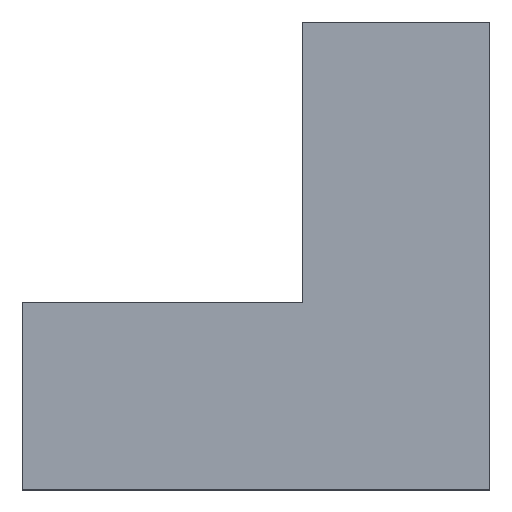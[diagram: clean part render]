
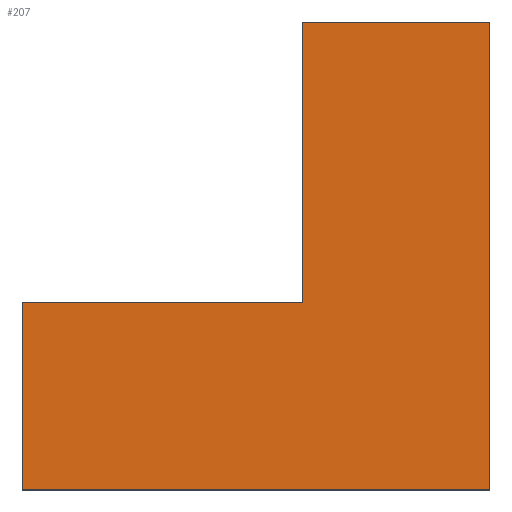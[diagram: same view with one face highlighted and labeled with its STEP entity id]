
A CAD part, top view. The second image highlights one B-rep face of the part: STEP entity #207.
In plain terms, the highlighted planar face has unit normal (0, 0, 1).
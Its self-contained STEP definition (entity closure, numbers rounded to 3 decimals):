
#25=PLANE('',#237);
#38=FACE_OUTER_BOUND('',#53,.T.);
#53=EDGE_LOOP('',(#185,#186,#187,#188,#189,#190));
#59=LINE('',#312,#80);
#64=LINE('',#325,#85);
#66=LINE('',#330,#87);
#69=LINE('',#336,#90);
#72=LINE('',#342,#93);
#75=LINE('',#346,#96);
#80=VECTOR('',#257,10.);
#85=VECTOR('',#270,10.);
#87=VECTOR('',#274,10.);
#90=VECTOR('',#279,10.);
#93=VECTOR('',#284,10.);
#96=VECTOR('',#289,10.);
#107=VERTEX_POINT('',#309);
#108=VERTEX_POINT('',#311);
#112=VERTEX_POINT('',#323);
#114=VERTEX_POINT('',#329);
#116=VERTEX_POINT('',#335);
#118=VERTEX_POINT('',#341);
#126=EDGE_CURVE('',#108,#107,#59,.T.);
#133=EDGE_CURVE('',#107,#112,#64,.T.);
#135=EDGE_CURVE('',#114,#108,#66,.T.);
#138=EDGE_CURVE('',#116,#114,#69,.T.);
#141=EDGE_CURVE('',#118,#116,#72,.T.);
#144=EDGE_CURVE('',#112,#118,#75,.T.);
#185=ORIENTED_EDGE('',*,*,#144,.T.);
#186=ORIENTED_EDGE('',*,*,#141,.T.);
#187=ORIENTED_EDGE('',*,*,#138,.T.);
#188=ORIENTED_EDGE('',*,*,#135,.T.);
#189=ORIENTED_EDGE('',*,*,#126,.T.);
#190=ORIENTED_EDGE('',*,*,#133,.T.);
#207=ADVANCED_FACE('',(#38),#25,.T.);
#237=AXIS2_PLACEMENT_3D('',#347,#290,#291);
#257=DIRECTION('',(0.,-1.,0.));
#270=DIRECTION('',(-1.,0.,0.));
#274=DIRECTION('',(-1.,0.,0.));
#279=DIRECTION('',(0.,1.,0.));
#284=DIRECTION('',(1.,0.,0.));
#289=DIRECTION('',(0.,-1.,0.));
#290=DIRECTION('center_axis',(0.,0.,1.));
#291=DIRECTION('ref_axis',(1.,0.,0.));
#309=CARTESIAN_POINT('',(12.,8.,10.));
#311=CARTESIAN_POINT('',(12.,20.,10.));
#312=CARTESIAN_POINT('',(12.,20.,10.));
#323=CARTESIAN_POINT('',(0.,8.,10.));
#325=CARTESIAN_POINT('',(12.,8.,10.));
#329=CARTESIAN_POINT('',(20.,20.,10.));
#330=CARTESIAN_POINT('',(20.,20.,10.));
#335=CARTESIAN_POINT('',(20.,0.,10.));
#336=CARTESIAN_POINT('',(20.,0.,10.));
#341=CARTESIAN_POINT('',(0.,0.,10.));
#342=CARTESIAN_POINT('',(0.,0.,10.));
#346=CARTESIAN_POINT('',(0.,8.,10.));
#347=CARTESIAN_POINT('Origin',(10.,10.,10.));
